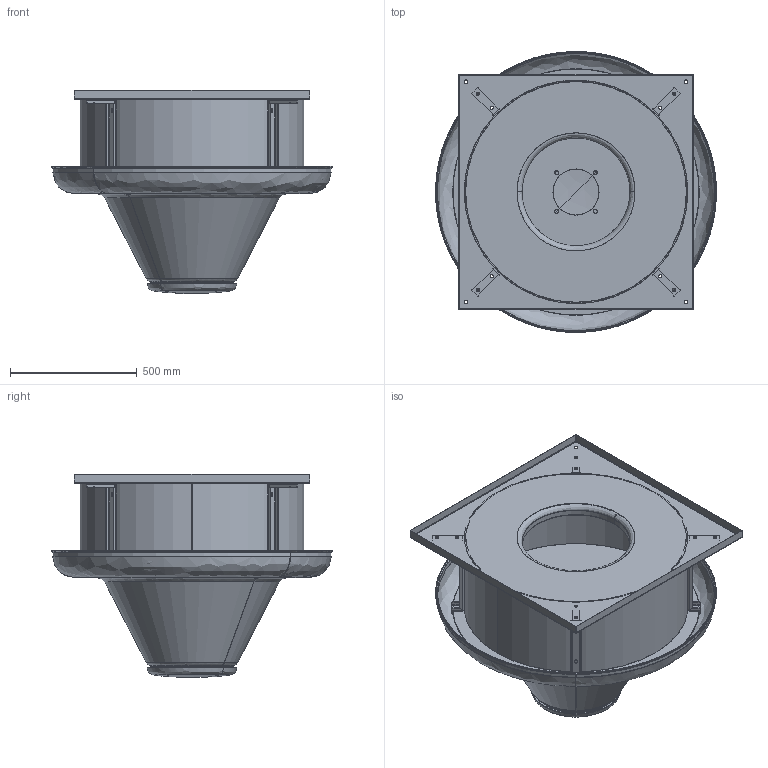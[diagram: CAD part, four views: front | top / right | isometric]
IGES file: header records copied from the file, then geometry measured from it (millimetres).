
Start section: SolidWorks IGES file using analytic representation for surfaces
Global section: file name: FC-AT 63.IGS; native system: SolidWorks 2018; preprocessor: SolidWorks 2018; author: girelli; date: 220309.141700; units: millimetre
Bounding box: 1109.83 x 1109.83 x 802.13 mm (x, y, z)
Surface area: 8806794.7 mm2 (no closed solid volume)
Topology: 0 solids, 0 shells, 806 faces, 11428 edges, 11428 vertices
Faces by surface type: bspline 450, revolution 356
